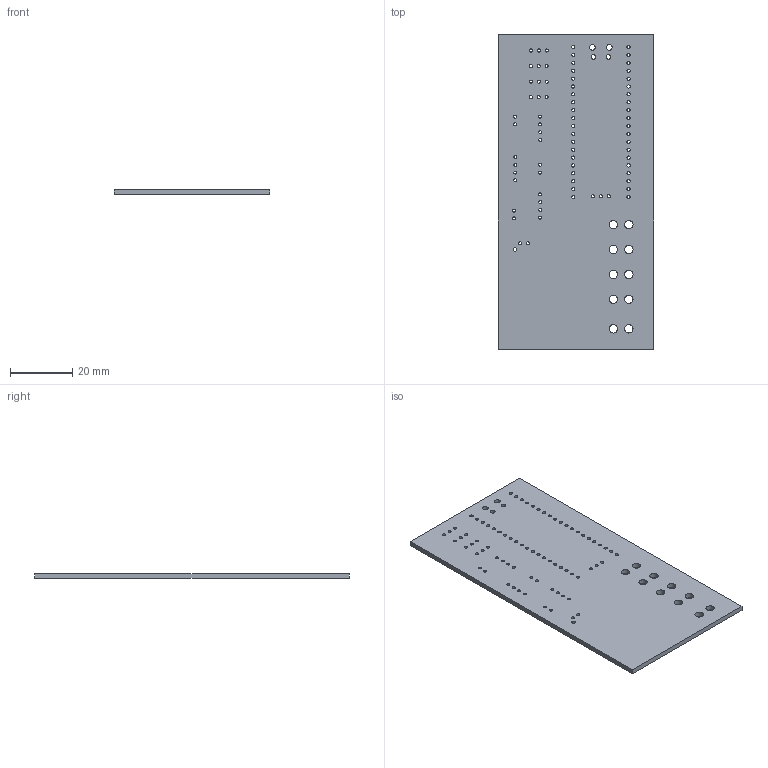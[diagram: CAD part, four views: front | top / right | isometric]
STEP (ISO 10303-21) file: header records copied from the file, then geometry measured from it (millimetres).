
FILE_DESCRIPTION(('KiCad electronic assembly'),'2;1');
FILE_NAME('main_distro.step','2021-12-31T19:47:11',('Pcbnew'),('Kicad'), 'Open CASCADE STEP processor 7.5','KiCad to STEP converter','Unknown' );
FILE_SCHEMA(('AUTOMOTIVE_DESIGN { 1 0 10303 214 1 1 1 1 }'));
Length unit declared in the file: millimetre
Products named in the file (2): main_distro 1; main_distro PCB
Assembly tree (1 placements, depth 2):
  main_distro 1
    main_distro PCB
Bounding box: 50 x 101 x 1.6 mm (x, y, z)
Volume: 7877.8 mm3; surface area: 10883.7 mm2
Topology: 1 solids, 1 shells, 96 faces, 282 edges, 188 vertices
Faces by surface type: cylinder 90, plane 6
Full cylindrical faces by diameter (mm): 0.95 x12, 1 x20, 1.02 x43, 1.2 x1, 1.5 x2, 1.8 x2, 2.7 x10
Entity records: 7919 total; most frequent: CARTESIAN_POINT 2212, DIRECTION 1042, ORIENTED_EDGE 564, PCURVE 564, DEFINITIONAL_REPRESENTATION 564, LINE 486, VECTOR 486, EDGE_CURVE 282
